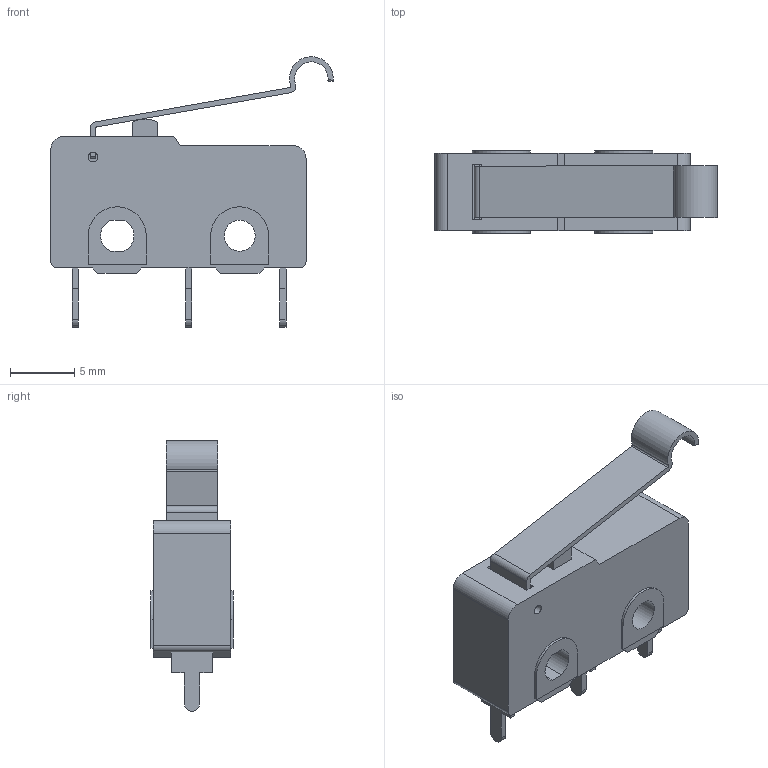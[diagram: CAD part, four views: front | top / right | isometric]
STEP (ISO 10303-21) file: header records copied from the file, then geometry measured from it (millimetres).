
FILE_DESCRIPTION(/* description */ ('STEP AP242','CAx-IF Rec.Pracs.---Representation and Presentation of Product Manufacturing Information (PMI)---4.0---2014-10-13','CAx-IF Rec.Pracs.---3D Tessellated Geometry---0.4---2014-09-14','2;1'),/* implementation_level */ '2;1');
FILE_NAME(/* name */ '67cfe50b1e550572895accba',/* time_stamp */ '2025-03-11T07:23:56Z',/* author */ (''),/* organization */ (''),/* preprocessor_version */ 'ST-DEVELOPER v20',/* originating_system */ 'ONSHAPE BY PTC INC, 1.194',/* authorisation */ ' ');
FILE_SCHEMA (('AP242_MANAGED_MODEL_BASED_3D_ENGINEERING_MIM_LF { 1 0 10303 442 1 1 4 }'));
Length unit declared in the file: metre
Products named in the file (6): Assembly 1; Mold; Pin 1; Pusher; Pin 2; Pin 3
Assembly tree (5 placements, depth 2):
  Assembly 1
    Mold
    Pin 1
    Pusher
    Pin 2
    Pin 3
Bounding box: 21.9 x 6.4 x 20.99 mm (x, y, z)
Volume: 1187.8 mm3; surface area: 1165.4 mm2
Topology: 5 solids, 5 shells, 115 faces, 299 edges, 199 vertices
Faces by surface type: plane 84, cylinder 31
Full cylindrical faces by diameter (mm): 0.75 x1, 2.4 x1
Entity records: 3638 total; most frequent: CARTESIAN_POINT 625, DIRECTION 592, ORIENTED_EDGE 590, EDGE_CURVE 295, LINE 232, VECTOR 232, VERTEX_POINT 197, AXIS2_PLACEMENT_3D 180
